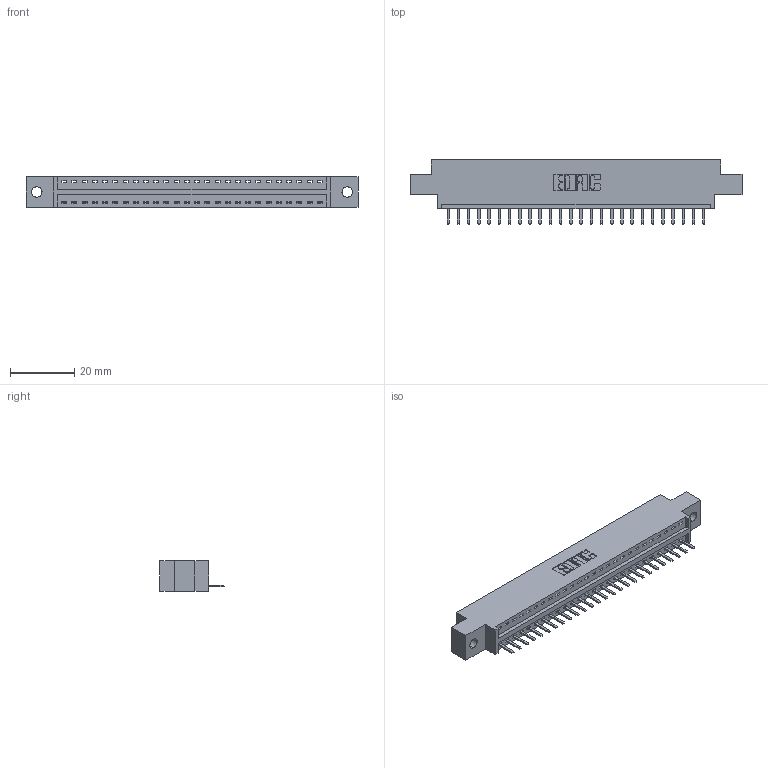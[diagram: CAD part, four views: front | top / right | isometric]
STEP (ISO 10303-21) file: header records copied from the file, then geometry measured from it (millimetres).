
FILE_DESCRIPTION (( 'STEP AP203' ), '1' );
FILE_NAME ('346-026-520-602.STEP', '2022-05-06T02:05:09', ( '' ), ( '' ), 'SwSTEP 2.0', 'SolidWorks 2020', '' );
FILE_SCHEMA (( 'CONFIG_CONTROL_DESIGN' ));
Length unit declared in the file: inch
Products named in the file (3): 345-292-001_345-293-120; 346-026-520-602; 346 Part_0.170 Offset - 0.128 Dia
Assembly tree (27 placements, depth 2):
  346-026-520-602
    346 Part_0.170 Offset - 0.128 Dia
    345-292-001_345-293-120  x26
Bounding box: 103.12 x 20.02 x 9.4 mm (x, y, z)
Volume: 9494.9 mm3; surface area: 11334.2 mm2
Topology: 27 solids, 27 shells, 1738 faces, 5125 edges, 3346 vertices
Faces by surface type: plane 1172, cylinder 566
Entity records: 18539 total; most frequent: CARTESIAN_POINT 3202, ORIENTED_EDGE 3150, DIRECTION 2831, EDGE_CURVE 1575, LINE 1335, VECTOR 1335, VERTEX_POINT 1046, AXIS2_PLACEMENT_3D 748
